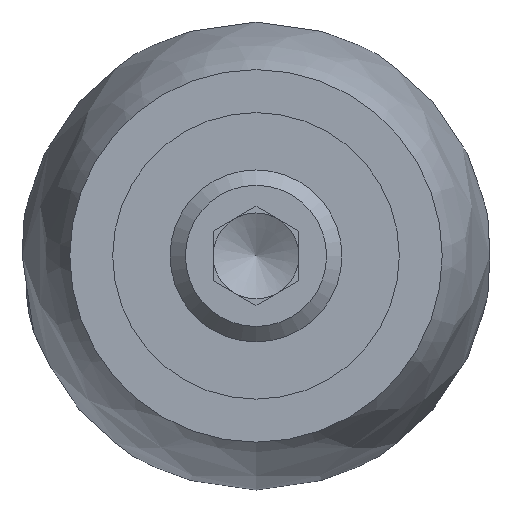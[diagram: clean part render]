
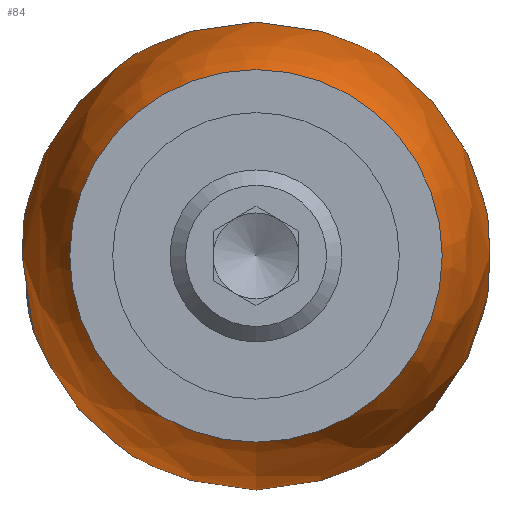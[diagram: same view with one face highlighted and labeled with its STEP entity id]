
A CAD part, left-side view. The second image highlights one B-rep face of the part: STEP entity #84.
In plain terms, the highlighted free-form (B-spline) face has degree [3, 3] with [4, 7] control points.
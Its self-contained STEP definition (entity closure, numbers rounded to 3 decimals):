
#84 = ADVANCED_FACE( '', ( #174, #175 ), #176, .T. );
#174 = FACE_OUTER_BOUND( '', #264, .T. );
#175 = FACE_OUTER_BOUND( '', #265, .T. );
#176 = ( BOUNDED_SURFACE(  )B_SPLINE_SURFACE( 3, 3, ( ( #268, #269, #270, #271, #272, #273, #274 ), ( #275, #276, #277, #278, #279, #280, #281 ), ( #282, #283, #284, #285, #286, #287, #288 ), ( #289, #290, #291, #292, #293, #294, #295 ) ), .UNSPECIFIED., .F., .T., .F. )B_SPLINE_SURFACE_WITH_KNOTS( ( 4, 4 ), ( 4, 3, 4 ), ( 0., 6.283 ), ( -0.504, 0.167, 0.838 ), .UNSPECIFIED. )GEOMETRIC_REPRESENTATION_ITEM(  )RATIONAL_B_SPLINE_SURFACE( ( ( 1., 0.333, 0.333, 1., 0.333, 0.333, 1. ), ( 0.855, 0.285, 0.285, 0.855, 0.285, 0.285, 0.855 ), ( 0.855, 0.285, 0.285, 0.855, 0.285, 0.285, 0.855 ), ( 1., 0.333, 0.333, 1., 0.333, 0.333, 1. ) ) )REPRESENTATION_ITEM( '' )SURFACE(  ) );
#264 = EDGE_LOOP( '', ( #494 ) );
#265 = EDGE_LOOP( '', ( #495 ) );
#268 = CARTESIAN_POINT( '', ( 104.679, 0., -2.54 ) );
#269 = CARTESIAN_POINT( '', ( 104.679, 5.081, -2.54 ) );
#270 = CARTESIAN_POINT( '', ( 104.679, 5.081, 2.54 ) );
#271 = CARTESIAN_POINT( '', ( 104.679, 0., 2.54 ) );
#272 = CARTESIAN_POINT( '', ( 104.679, -5.081, 2.54 ) );
#273 = CARTESIAN_POINT( '', ( 104.679, -5.081, -2.54 ) );
#274 = CARTESIAN_POINT( '', ( 104.679, 0., -2.54 ) );
#275 = CARTESIAN_POINT( '', ( 91.098, 0., -17.634 ) );
#276 = CARTESIAN_POINT( '', ( 91.098, 35.268, -17.634 ) );
#277 = CARTESIAN_POINT( '', ( 91.098, 35.268, 17.634 ) );
#278 = CARTESIAN_POINT( '', ( 91.098, 0., 17.634 ) );
#279 = CARTESIAN_POINT( '', ( 91.098, -35.268, 17.634 ) );
#280 = CARTESIAN_POINT( '', ( 91.098, -35.268, -17.634 ) );
#281 = CARTESIAN_POINT( '', ( 91.098, 0., -17.634 ) );
#282 = CARTESIAN_POINT( '', ( 71.077, 0., -21.008 ) );
#283 = CARTESIAN_POINT( '', ( 71.077, 42.016, -21.008 ) );
#284 = CARTESIAN_POINT( '', ( 71.077, 42.016, 21.008 ) );
#285 = CARTESIAN_POINT( '', ( 71.077, 0., 21.008 ) );
#286 = CARTESIAN_POINT( '', ( 71.077, -42.016, 21.008 ) );
#287 = CARTESIAN_POINT( '', ( 71.077, -42.016, -21.008 ) );
#288 = CARTESIAN_POINT( '', ( 71.077, 0., -21.008 ) );
#289 = CARTESIAN_POINT( '', ( 53.3, 0., -11.2 ) );
#290 = CARTESIAN_POINT( '', ( 53.3, 22.4, -11.2 ) );
#291 = CARTESIAN_POINT( '', ( 53.3, 22.4, 11.2 ) );
#292 = CARTESIAN_POINT( '', ( 53.3, 0., 11.2 ) );
#293 = CARTESIAN_POINT( '', ( 53.3, -22.4, 11.2 ) );
#294 = CARTESIAN_POINT( '', ( 53.3, -22.4, -11.2 ) );
#295 = CARTESIAN_POINT( '', ( 53.3, 0., -11.2 ) );
#494 = ORIENTED_EDGE( '', *, *, #566, .T. );
#495 = ORIENTED_EDGE( '', *, *, #584, .F. );
#566 = EDGE_CURVE( '', #653, #653, #654, .T. );
#584 = EDGE_CURVE( '', #675, #675, #676, .T. );
#653 = VERTEX_POINT( '', #765 );
#654 = CIRCLE( '', #766, 11.2 );
#675 = VERTEX_POINT( '', #791 );
#676 = CIRCLE( '', #792, 2.54 );
#765 = CARTESIAN_POINT( '', ( 53.3, 0., -11.2 ) );
#766 = AXIS2_PLACEMENT_3D( '', #845, #846, #847 );
#791 = CARTESIAN_POINT( '', ( 104.679, 0., -2.54 ) );
#792 = AXIS2_PLACEMENT_3D( '', #867, #868, #869 );
#845 = CARTESIAN_POINT( '', ( 53.3, 0., 0. ) );
#846 = DIRECTION( '', ( 1., 0., 0. ) );
#847 = DIRECTION( '', ( 0., 0., -1. ) );
#867 = CARTESIAN_POINT( '', ( 104.679, 0., 0. ) );
#868 = DIRECTION( '', ( 1., 0., 0. ) );
#869 = DIRECTION( '', ( 0., 0., -1. ) );
